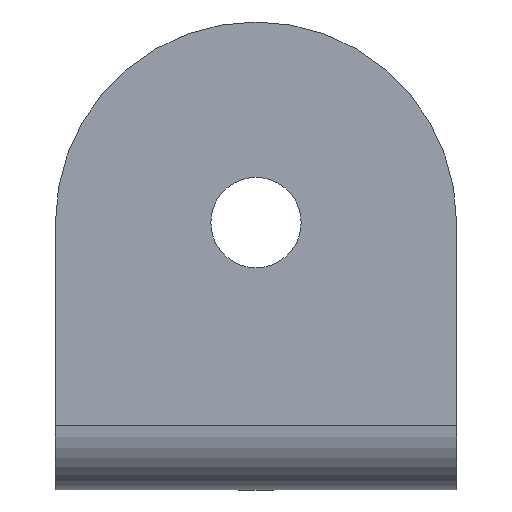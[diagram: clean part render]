
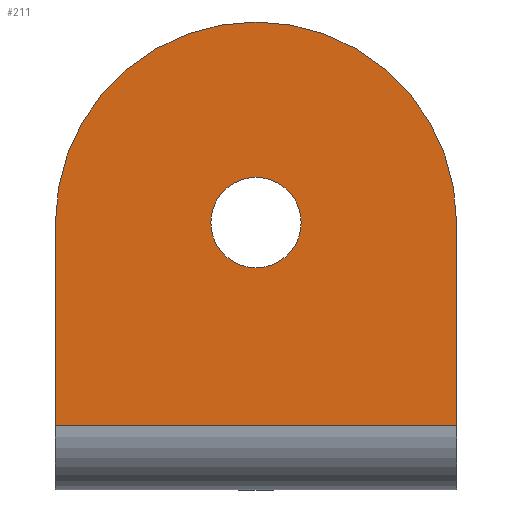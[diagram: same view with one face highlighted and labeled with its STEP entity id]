
A CAD part, front view. The second image highlights one B-rep face of the part: STEP entity #211.
In plain terms, the highlighted planar face has unit normal (0, -1, 0).
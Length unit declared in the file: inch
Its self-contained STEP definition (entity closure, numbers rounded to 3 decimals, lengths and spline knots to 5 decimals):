
#13 = DIRECTION ( 'NONE',  ( 0., 1., 0. ) ) ;
#18 = AXIS2_PLACEMENT_3D ( 'NONE', #626, #640, #371 ) ;
#42 = CARTESIAN_POINT ( 'NONE',  ( 0., -0.06, 0.5 ) ) ;
#43 = CARTESIAN_POINT ( 'NONE',  ( -0.375, -0.06, 0.5 ) ) ;
#44 = CARTESIAN_POINT ( 'NONE',  ( 0., -0.06, 0.875 ) ) ;
#59 = VECTOR ( 'NONE', #298, 39.37008 ) ;
#69 = AXIS2_PLACEMENT_3D ( 'NONE', #633, #174, #184 ) ;
#87 = EDGE_CURVE ( 'NONE', #494, #121, #590, .T. ) ;
#90 = CARTESIAN_POINT ( 'NONE',  ( -0.375, -0.06, 0.12 ) ) ;
#95 = ORIENTED_EDGE ( 'NONE', *, *, #268, .F. ) ;
#121 = VERTEX_POINT ( 'NONE', #44 ) ;
#129 = DIRECTION ( 'NONE',  ( 0., 1., 0. ) ) ;
#134 = CIRCLE ( 'NONE', #69, 0.0845 ) ;
#138 = CARTESIAN_POINT ( 'NONE',  ( -0.375, -0.06, 0. ) ) ;
#156 = CIRCLE ( 'NONE', #610, 0.0845 ) ;
#168 = AXIS2_PLACEMENT_3D ( 'NONE', #657, #417, #618 ) ;
#174 = DIRECTION ( 'NONE',  ( 0., 1., 0. ) ) ;
#179 = VERTEX_POINT ( 'NONE', #463 ) ;
#184 = DIRECTION ( 'NONE',  ( 0., 0., 1. ) ) ;
#203 = PLANE ( 'NONE',  #168 ) ;
#211 = ADVANCED_FACE ( 'NONE', ( #466, #414 ), #203, .F. ) ;
#212 = ORIENTED_EDGE ( 'NONE', *, *, #385, .T. ) ;
#221 = CARTESIAN_POINT ( 'NONE',  ( 0.375, -0.06, 0. ) ) ;
#253 = LINE ( 'NONE', #396, #276 ) ;
#268 = EDGE_CURVE ( 'NONE', #121, #628, #437, .T. ) ;
#276 = VECTOR ( 'NONE', #293, 39.37008 ) ;
#280 = ORIENTED_EDGE ( 'NONE', *, *, #368, .T. ) ;
#284 = VERTEX_POINT ( 'NONE', #336 ) ;
#292 = DIRECTION ( 'NONE',  ( 0., 0., 1. ) ) ;
#293 = DIRECTION ( 'NONE',  ( 1., 0., 0. ) ) ;
#298 = DIRECTION ( 'NONE',  ( 0., 0., 1. ) ) ;
#314 = AXIS2_PLACEMENT_3D ( 'NONE', #42, #129, #292 ) ;
#336 = CARTESIAN_POINT ( 'NONE',  ( 0., -0.06, 0.4155 ) ) ;
#365 = EDGE_LOOP ( 'NONE', ( #212, #541, #95, #461, #372 ) ) ;
#368 = EDGE_CURVE ( 'NONE', #179, #284, #134, .T. ) ;
#371 = DIRECTION ( 'NONE',  ( 0., 0., 1. ) ) ;
#372 = ORIENTED_EDGE ( 'NONE', *, *, #435, .F. ) ;
#385 = EDGE_CURVE ( 'NONE', #412, #445, #253, .T. ) ;
#396 = CARTESIAN_POINT ( 'NONE',  ( -0.375, -0.06, 0.12 ) ) ;
#412 = VERTEX_POINT ( 'NONE', #90 ) ;
#413 = LINE ( 'NONE', #221, #623 ) ;
#414 = FACE_OUTER_BOUND ( 'NONE', #365, .T. ) ;
#417 = DIRECTION ( 'NONE',  ( 0., 1., 0. ) ) ;
#435 = EDGE_CURVE ( 'NONE', #412, #494, #554, .T. ) ;
#437 = CIRCLE ( 'NONE', #18, 0.375 ) ;
#441 = CARTESIAN_POINT ( 'NONE',  ( 0.375, -0.06, 0.12 ) ) ;
#445 = VERTEX_POINT ( 'NONE', #441 ) ;
#458 = CARTESIAN_POINT ( 'NONE',  ( 0.375, -0.06, 0.5 ) ) ;
#461 = ORIENTED_EDGE ( 'NONE', *, *, #87, .F. ) ;
#463 = CARTESIAN_POINT ( 'NONE',  ( 0., -0.06, 0.5845 ) ) ;
#466 = FACE_BOUND ( 'NONE', #529, .T. ) ;
#494 = VERTEX_POINT ( 'NONE', #43 ) ;
#529 = EDGE_LOOP ( 'NONE', ( #280, #559 ) ) ;
#541 = ORIENTED_EDGE ( 'NONE', *, *, #616, .F. ) ;
#554 = LINE ( 'NONE', #138, #59 ) ;
#559 = ORIENTED_EDGE ( 'NONE', *, *, #589, .T. ) ;
#561 = DIRECTION ( 'NONE',  ( 0., 0., 1. ) ) ;
#589 = EDGE_CURVE ( 'NONE', #284, #179, #156, .T. ) ;
#590 = CIRCLE ( 'NONE', #314, 0.375 ) ;
#610 = AXIS2_PLACEMENT_3D ( 'NONE', #617, #13, #561 ) ;
#616 = EDGE_CURVE ( 'NONE', #628, #445, #413, .T. ) ;
#617 = CARTESIAN_POINT ( 'NONE',  ( 0., -0.06, 0.5 ) ) ;
#618 = DIRECTION ( 'NONE',  ( 0., 0., 1. ) ) ;
#620 = DIRECTION ( 'NONE',  ( 0., 0., -1. ) ) ;
#623 = VECTOR ( 'NONE', #620, 39.37008 ) ;
#626 = CARTESIAN_POINT ( 'NONE',  ( 0., -0.06, 0.5 ) ) ;
#628 = VERTEX_POINT ( 'NONE', #458 ) ;
#633 = CARTESIAN_POINT ( 'NONE',  ( 0., -0.06, 0.5 ) ) ;
#640 = DIRECTION ( 'NONE',  ( 0., 1., 0. ) ) ;
#657 = CARTESIAN_POINT ( 'NONE',  ( 0., -0.06, 0.5 ) ) ;
